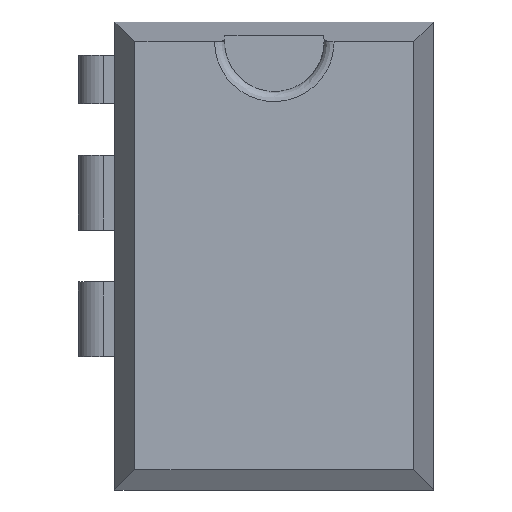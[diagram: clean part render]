
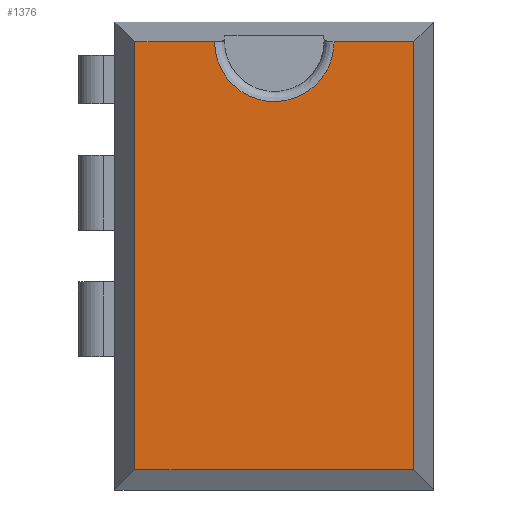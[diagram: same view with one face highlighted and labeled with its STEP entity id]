
A CAD part, top view. The second image highlights one B-rep face of the part: STEP entity #1376.
In plain terms, the highlighted planar face has unit normal (0, 0, 1).
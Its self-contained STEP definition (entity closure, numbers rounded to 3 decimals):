
#77 = CARTESIAN_POINT ( 'NONE',  ( 0., 9.4, 3.8 ) ) ;
#88 = LINE ( 'NONE', #225, #1500 ) ;
#127 = VECTOR ( 'NONE', #2225, 1000. ) ;
#201 = CARTESIAN_POINT ( 'NONE',  ( 2., 9., 3.8 ) ) ;
#208 = DIRECTION ( 'NONE',  ( 1., 0., 0. ) ) ;
#225 = CARTESIAN_POINT ( 'NONE',  ( 0., 0.4, 3.8 ) ) ;
#262 = DIRECTION ( 'NONE',  ( -1., 0., 0. ) ) ;
#303 = EDGE_CURVE ( 'NONE', #1747, #1913, #1646, .T. ) ;
#316 = EDGE_CURVE ( 'NONE', #1913, #2161, #1771, .T. ) ;
#317 = DIRECTION ( 'NONE',  ( 0., -1., 0. ) ) ;
#375 = VERTEX_POINT ( 'NONE', #1319 ) ;
#376 = CARTESIAN_POINT ( 'NONE',  ( 6., 9.4, 3.8 ) ) ;
#484 = EDGE_CURVE ( 'NONE', #791, #1210, #2050, .T. ) ;
#585 = CARTESIAN_POINT ( 'NONE',  ( 0.4, 0.4, 3.8 ) ) ;
#640 = EDGE_CURVE ( 'NONE', #1210, #375, #88, .T. ) ;
#742 = CARTESIAN_POINT ( 'NONE',  ( 0., 9., 3.8 ) ) ;
#791 = VERTEX_POINT ( 'NONE', #1242 ) ;
#828 = ORIENTED_EDGE ( 'NONE', *, *, #1612, .T. ) ;
#937 = ORIENTED_EDGE ( 'NONE', *, *, #640, .T. ) ;
#1047 = CARTESIAN_POINT ( 'NONE',  ( 0.4, 9.4, 3.8 ) ) ;
#1115 = VECTOR ( 'NONE', #1859, 1000. ) ;
#1119 = CARTESIAN_POINT ( 'NONE',  ( 0., 9., 3.8 ) ) ;
#1183 = AXIS2_PLACEMENT_3D ( 'NONE', #77, #1363, #262 ) ;
#1210 = VERTEX_POINT ( 'NONE', #585 ) ;
#1242 = CARTESIAN_POINT ( 'NONE',  ( 0.4, 9., 3.8 ) ) ;
#1294 = FACE_OUTER_BOUND ( 'NONE', #2196, .T. ) ;
#1301 = CARTESIAN_POINT ( 'NONE',  ( 2., 6.6, 3.8 ) ) ;
#1319 = CARTESIAN_POINT ( 'NONE',  ( 6., 0.4, 3.8 ) ) ;
#1363 = DIRECTION ( 'NONE',  ( 0., 0., -1. ) ) ;
#1376 = ADVANCED_FACE ( 'NONE', ( #1294 ), #1729, .F. ) ;
#1480 = CARTESIAN_POINT ( 'NONE',  ( 4.4, 6.6, 3.8 ) ) ;
#1485 = CARTESIAN_POINT ( 'NONE',  ( 4.4, 9., 3.8 ) ) ;
#1500 = VECTOR ( 'NONE', #1520, 1000. ) ;
#1505 = ORIENTED_EDGE ( 'NONE', *, *, #303, .F. ) ;
#1520 = DIRECTION ( 'NONE',  ( 1., 0., 0. ) ) ;
#1524 = ORIENTED_EDGE ( 'NONE', *, *, #484, .T. ) ;
#1557 = VECTOR ( 'NONE', #208, 1000. ) ;
#1564 = VECTOR ( 'NONE', #317, 1000. ) ;
#1612 = EDGE_CURVE ( 'NONE', #375, #2161, #1614, .T. ) ;
#1614 = LINE ( 'NONE', #376, #1115 ) ;
#1646 =( BOUNDED_CURVE ( )  B_SPLINE_CURVE ( 3, ( #201, #1301, #1480, #1485 ),
 .UNSPECIFIED., .F., .F. ) 
 B_SPLINE_CURVE_WITH_KNOTS ( ( 4, 4 ),
 ( 0., 1. ),
 .UNSPECIFIED. ) 
 CURVE ( )  GEOMETRIC_REPRESENTATION_ITEM ( )  RATIONAL_B_SPLINE_CURVE ( ( 1., 0.333, 0.333, 1. ) ) 
 REPRESENTATION_ITEM ( '' )  );
#1648 = EDGE_CURVE ( 'NONE', #791, #1747, #2106, .T. ) ;
#1729 = PLANE ( 'NONE',  #1183 ) ;
#1747 = VERTEX_POINT ( 'NONE', #1924 ) ;
#1771 = LINE ( 'NONE', #742, #127 ) ;
#1783 = ORIENTED_EDGE ( 'NONE', *, *, #1648, .F. ) ;
#1859 = DIRECTION ( 'NONE',  ( 0., 1., 0. ) ) ;
#1900 = CARTESIAN_POINT ( 'NONE',  ( 6., 9., 3.8 ) ) ;
#1913 = VERTEX_POINT ( 'NONE', #2140 ) ;
#1924 = CARTESIAN_POINT ( 'NONE',  ( 2., 9., 3.8 ) ) ;
#1973 = ORIENTED_EDGE ( 'NONE', *, *, #316, .F. ) ;
#2050 = LINE ( 'NONE', #1047, #1564 ) ;
#2106 = LINE ( 'NONE', #1119, #1557 ) ;
#2140 = CARTESIAN_POINT ( 'NONE',  ( 4.4, 9., 3.8 ) ) ;
#2161 = VERTEX_POINT ( 'NONE', #1900 ) ;
#2196 = EDGE_LOOP ( 'NONE', ( #1505, #1783, #1524, #937, #828, #1973 ) ) ;
#2225 = DIRECTION ( 'NONE',  ( 1., 0., 0. ) ) ;
